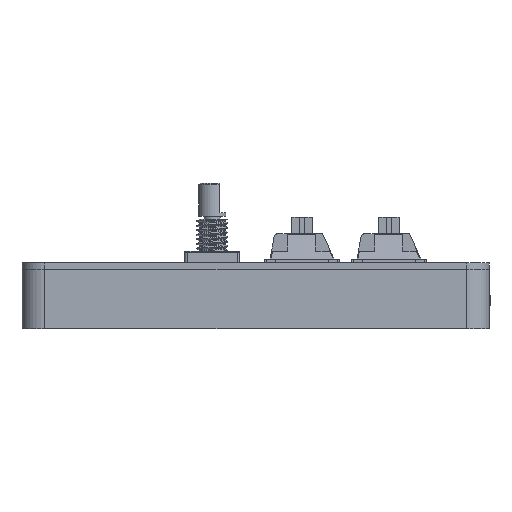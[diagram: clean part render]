
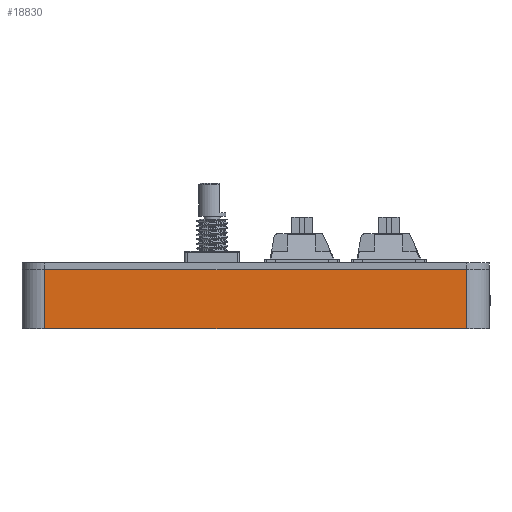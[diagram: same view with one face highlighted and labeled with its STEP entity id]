
A CAD part, left-side view. The second image highlights one B-rep face of the part: STEP entity #18830.
In plain terms, the highlighted planar face has unit normal (-1, 0, 0).
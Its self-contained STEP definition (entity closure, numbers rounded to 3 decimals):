
#1920=FACE_OUTER_BOUND('',#2964,.T.);
#2964=EDGE_LOOP('',(#13479,#13480,#13481,#13482));
#4262=LINE('',#27875,#6254);
#4273=LINE('',#27904,#6265);
#4276=LINE('',#27923,#6268);
#4301=LINE('',#27991,#6293);
#6254=VECTOR('',#21579,10.);
#6265=VECTOR('',#21600,10.);
#6268=VECTOR('',#21621,10.);
#6293=VECTOR('',#21696,10.);
#8245=VERTEX_POINT('',#27872);
#8246=VERTEX_POINT('',#27874);
#8259=VERTEX_POINT('',#27902);
#8266=VERTEX_POINT('',#27921);
#10193=EDGE_CURVE('',#8245,#8246,#4262,.T.);
#10208=EDGE_CURVE('',#8259,#8245,#4273,.T.);
#10217=EDGE_CURVE('',#8266,#8259,#4276,.T.);
#10251=EDGE_CURVE('',#8246,#8266,#4301,.T.);
#13479=ORIENTED_EDGE('',*,*,#10193,.F.);
#13480=ORIENTED_EDGE('',*,*,#10208,.F.);
#13481=ORIENTED_EDGE('',*,*,#10217,.F.);
#13482=ORIENTED_EDGE('',*,*,#10251,.F.);
#18129=PLANE('',#19898);
#18830=ADVANCED_FACE('',(#1920),#18129,.T.);
#19898=AXIS2_PLACEMENT_3D('',#27990,#21694,#21695);
#21579=DIRECTION('',(0.,0.,-1.));
#21600=DIRECTION('',(0.,-1.,0.));
#21621=DIRECTION('',(0.,0.,1.));
#21694=DIRECTION('center_axis',(-1.,0.,0.));
#21695=DIRECTION('ref_axis',(0.,-1.,0.));
#21696=DIRECTION('',(0.,1.,0.));
#27872=CARTESIAN_POINT('',(-74.5,-47.499,13.));
#27874=CARTESIAN_POINT('',(-74.5,-47.499,0.));
#27875=CARTESIAN_POINT('',(-74.5,-47.499,0.));
#27902=CARTESIAN_POINT('',(-74.5,44.901,13.));
#27904=CARTESIAN_POINT('',(-74.5,-52.499,13.));
#27921=CARTESIAN_POINT('',(-74.5,44.901,0.));
#27923=CARTESIAN_POINT('',(-74.5,44.901,0.));
#27990=CARTESIAN_POINT('Origin',(-74.5,49.901,0.));
#27991=CARTESIAN_POINT('',(-74.5,-52.499,0.));
